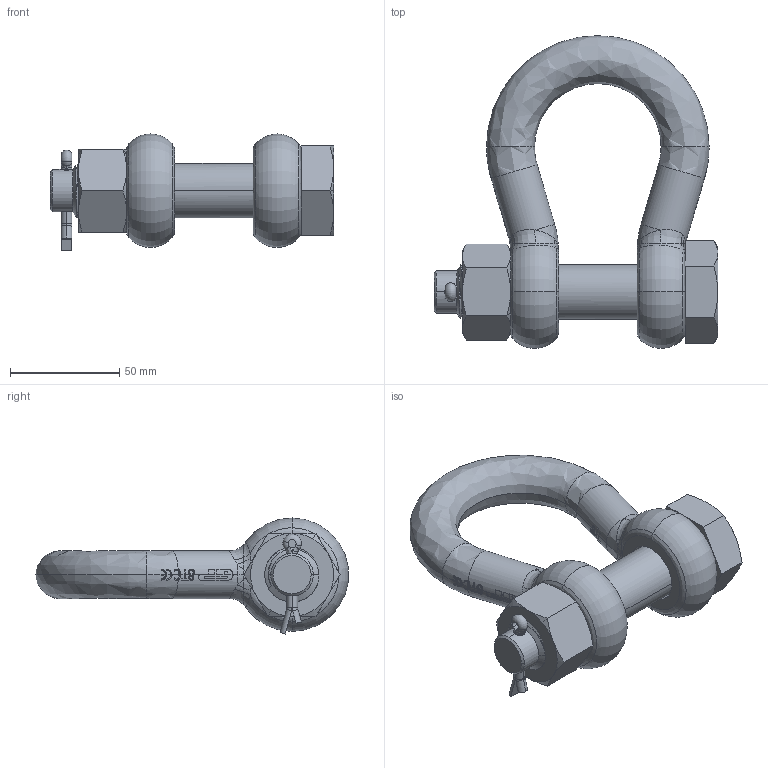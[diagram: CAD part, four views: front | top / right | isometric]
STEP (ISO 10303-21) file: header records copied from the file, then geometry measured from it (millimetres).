
FILE_DESCRIPTION(('STEP AP214'),'1');
FILE_NAME('poghmb22.stp','2017-03-31T16:53:45',('TraceParts'),('TraceParts S.A.'),'Spatial InterOp 3D',' ',' ');
FILE_SCHEMA(('automotive_design'));
Length unit declared in the file: millimetre
Products named in the file (4): poghmb22_1; poghmb22_2; poghmb22_3; poghmb22_4
Bounding box: 130 x 143.31 x 53.17 mm (x, y, z)
Volume: 231872.8 mm3; surface area: 51810.8 mm2
Topology: 4 solids, 4 shells, 730 faces, 2004 edges, 1294 vertices
Faces by surface type: bspline 326, plane 235, cylinder 128, cone 30, torus 11
Entity records: 37484 total; most frequent: CARTESIAN_POINT 21865, ORIENTED_EDGE 3992, DIRECTION 2060, EDGE_CURVE 1996, VERTEX_POINT 1294, LINE 826, VECTOR 826, B_SPLINE_CURVE_WITH_KNOTS 816
